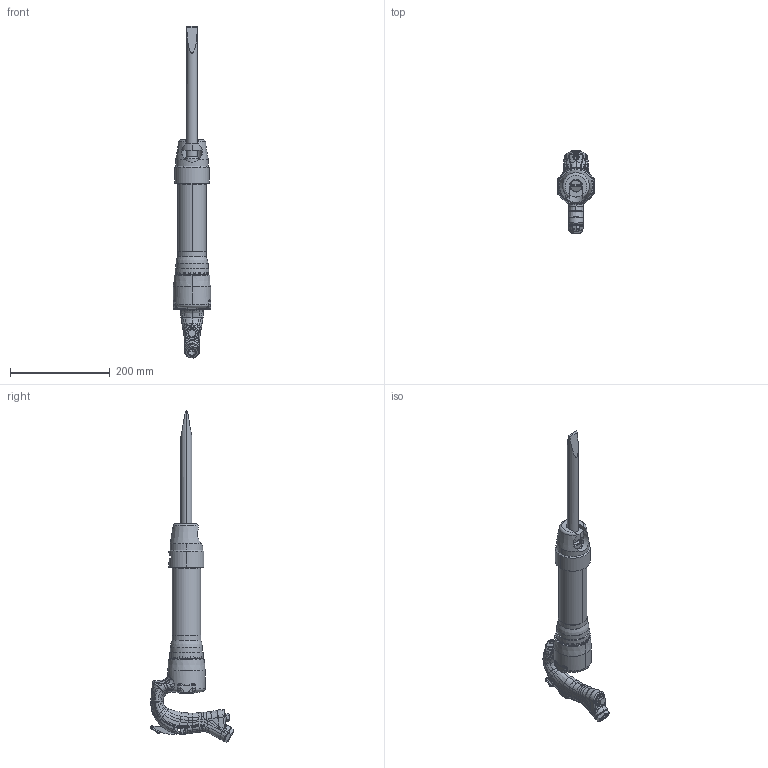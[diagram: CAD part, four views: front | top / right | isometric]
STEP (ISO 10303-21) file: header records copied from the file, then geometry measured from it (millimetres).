
FILE_DESCRIPTION((''),'2;1');
FILE_NAME('8425022558_ASM','2017-04-05T',('ipcxmg'),(''),'CREO PARAMETRIC BY PTC INC, 2016260','CREO PARAMETRIC BY PTC INC, 2016260','');
FILE_SCHEMA(('CONFIG_CONTROL_DESIGN'));
Length unit declared in the file: millimetre
Products named in the file (14): 3512015902; 3512016400; 3512016200_CSR; 3512016800; 3512015980_ASM; 3512017900; 3512018301; 8425022559_ASM; 3512018200; 3512021701; 3512018290_ASM; 3085022101; 3512034600; 8425022558_ASM
Assembly tree (13 placements, depth 4):
  8425022558_ASM
    8425022559_ASM
      3512015980_ASM
        3512015902
        3512016400
        3512016200_CSR
        3512016800
      3512017900
      3512018301
    3512018290_ASM
      3512018200
      3512021701
    3085022101
    3512034600
Bounding box: 74.7 x 167.51 x 664.76 mm (x, y, z)
Volume: 1051485.3 mm3; surface area: 240149 mm2
Topology: 10 solids, 13 shells, 1288 faces, 3130 edges, 1862 vertices
Faces by surface type: bspline 640, cylinder 252, plane 238, torus 103, cone 49, sphere 6
Entity records: 55559 total; most frequent: CARTESIAN_POINT 30550, ORIENTED_EDGE 6232, DIRECTION 3361, EDGE_CURVE 3122, VERTEX_POINT 1862, B_SPLINE_CURVE_WITH_KNOTS 1771, EDGE_LOOP 1326, AXIS2_PLACEMENT_3D 1322
